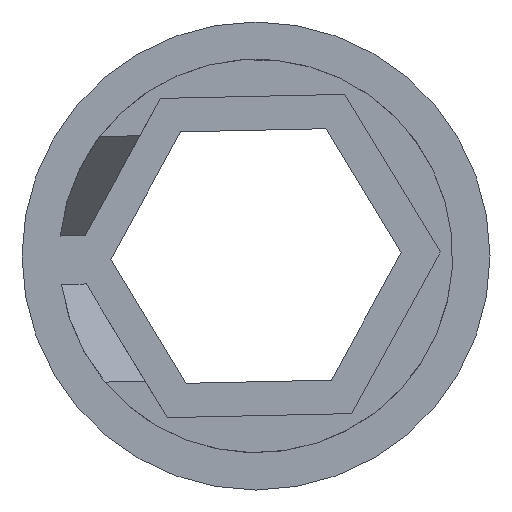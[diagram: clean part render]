
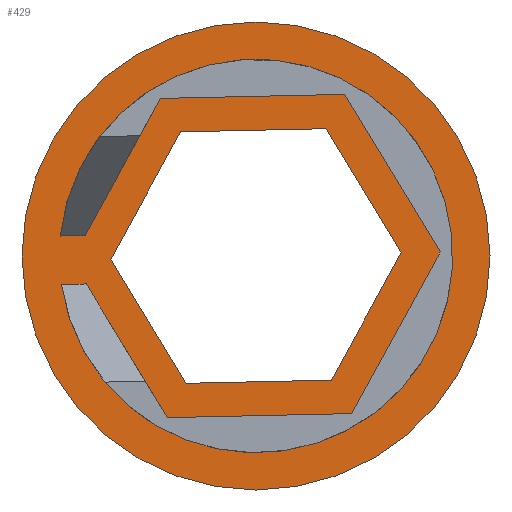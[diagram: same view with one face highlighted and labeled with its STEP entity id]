
A CAD part, left-side view. The second image highlights one B-rep face of the part: STEP entity #429.
In plain terms, the highlighted planar face has unit normal (-1, 0, 0).
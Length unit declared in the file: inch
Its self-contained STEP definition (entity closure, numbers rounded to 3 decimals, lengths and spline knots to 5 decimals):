
#16=FACE_BOUND('',#175,.T.);
#17=FACE_BOUND('',#176,.T.);
#27=PLANE('',#475);
#46=LINE('',#641,#95);
#50=LINE('',#648,#99);
#55=LINE('',#662,#104);
#59=LINE('',#669,#108);
#66=LINE('',#686,#115);
#67=LINE('',#688,#116);
#68=LINE('',#690,#117);
#69=LINE('',#692,#118);
#70=LINE('',#694,#119);
#71=LINE('',#695,#120);
#72=LINE('',#698,#121);
#73=LINE('',#700,#122);
#74=LINE('',#702,#123);
#75=LINE('',#703,#124);
#95=VECTOR('',#524,0.3937);
#99=VECTOR('',#530,0.3937);
#104=VECTOR('',#541,0.3937);
#108=VECTOR('',#547,0.3937);
#115=VECTOR('',#558,0.3937);
#116=VECTOR('',#559,0.3937);
#117=VECTOR('',#560,0.3937);
#118=VECTOR('',#561,0.3937);
#119=VECTOR('',#562,0.3937);
#120=VECTOR('',#563,0.3937);
#121=VECTOR('',#566,0.3937);
#122=VECTOR('',#567,0.3937);
#123=VECTOR('',#568,0.3937);
#124=VECTOR('',#569,0.3937);
#150=FACE_OUTER_BOUND('',#174,.T.);
#174=EDGE_LOOP('',(#347));
#175=EDGE_LOOP('',(#348,#349,#350,#351,#352,#353));
#176=EDGE_LOOP('',(#354,#355,#356,#357,#358,#359,#360,#361,#362));
#194=CIRCLE('',#463,0.475);
#196=CIRCLE('',#476,0.3992);
#202=VERTEX_POINT('',#621);
#208=VERTEX_POINT('',#638);
#209=VERTEX_POINT('',#640);
#211=VERTEX_POINT('',#646);
#216=VERTEX_POINT('',#659);
#217=VERTEX_POINT('',#661);
#219=VERTEX_POINT('',#667);
#226=VERTEX_POINT('',#684);
#227=VERTEX_POINT('',#685);
#228=VERTEX_POINT('',#687);
#229=VERTEX_POINT('',#689);
#230=VERTEX_POINT('',#691);
#231=VERTEX_POINT('',#693);
#232=VERTEX_POINT('',#697);
#233=VERTEX_POINT('',#699);
#234=VERTEX_POINT('',#701);
#244=EDGE_CURVE('',#202,#202,#194,.T.);
#252=EDGE_CURVE('',#209,#208,#46,.T.);
#256=EDGE_CURVE('',#208,#211,#50,.T.);
#262=EDGE_CURVE('',#217,#216,#55,.T.);
#266=EDGE_CURVE('',#216,#219,#59,.T.);
#273=EDGE_CURVE('',#226,#227,#66,.T.);
#274=EDGE_CURVE('',#227,#228,#67,.T.);
#275=EDGE_CURVE('',#228,#229,#68,.T.);
#276=EDGE_CURVE('',#229,#230,#69,.T.);
#277=EDGE_CURVE('',#230,#231,#70,.T.);
#278=EDGE_CURVE('',#231,#226,#71,.T.);
#279=EDGE_CURVE('',#219,#209,#196,.T.);
#280=EDGE_CURVE('',#211,#232,#72,.T.);
#281=EDGE_CURVE('',#232,#233,#73,.T.);
#282=EDGE_CURVE('',#233,#234,#74,.T.);
#283=EDGE_CURVE('',#234,#217,#75,.T.);
#347=ORIENTED_EDGE('',*,*,#244,.T.);
#348=ORIENTED_EDGE('',*,*,#273,.T.);
#349=ORIENTED_EDGE('',*,*,#274,.T.);
#350=ORIENTED_EDGE('',*,*,#275,.T.);
#351=ORIENTED_EDGE('',*,*,#276,.T.);
#352=ORIENTED_EDGE('',*,*,#277,.T.);
#353=ORIENTED_EDGE('',*,*,#278,.T.);
#354=ORIENTED_EDGE('',*,*,#266,.T.);
#355=ORIENTED_EDGE('',*,*,#279,.T.);
#356=ORIENTED_EDGE('',*,*,#252,.T.);
#357=ORIENTED_EDGE('',*,*,#256,.T.);
#358=ORIENTED_EDGE('',*,*,#280,.T.);
#359=ORIENTED_EDGE('',*,*,#281,.T.);
#360=ORIENTED_EDGE('',*,*,#282,.T.);
#361=ORIENTED_EDGE('',*,*,#283,.T.);
#362=ORIENTED_EDGE('',*,*,#262,.T.);
#429=ADVANCED_FACE('',(#150,#16,#17),#27,.F.);
#463=AXIS2_PLACEMENT_3D('',#623,#507,#508);
#475=AXIS2_PLACEMENT_3D('',#683,#556,#557);
#476=AXIS2_PLACEMENT_3D('',#696,#564,#565);
#507=DIRECTION('center_axis',(-1.,0.,0.));
#508=DIRECTION('ref_axis',(0.,1.,0.));
#524=DIRECTION('',(0.,-1.,0.022));
#530=DIRECTION('',(0.,-0.519,-0.855));
#541=DIRECTION('',(0.,0.481,-0.877));
#547=DIRECTION('',(0.,1.,-0.022));
#556=DIRECTION('center_axis',(1.,0.,0.));
#557=DIRECTION('ref_axis',(0.,0.,-1.));
#558=DIRECTION('',(0.,1.,-0.022));
#559=DIRECTION('',(0.,0.519,0.855));
#560=DIRECTION('',(0.,-0.481,0.877));
#561=DIRECTION('',(0.,-1.,0.022));
#562=DIRECTION('',(0.,-0.519,-0.855));
#563=DIRECTION('',(0.,0.481,-0.877));
#564=DIRECTION('center_axis',(1.,0.,0.));
#565=DIRECTION('ref_axis',(0.,1.,0.));
#566=DIRECTION('',(0.,-1.,0.022));
#567=DIRECTION('',(0.,-0.481,0.877));
#568=DIRECTION('',(0.,0.519,0.855));
#569=DIRECTION('',(0.,1.,-0.022));
#621=CARTESIAN_POINT('',(0.325,-0.475,-4.781));
#623=CARTESIAN_POINT('Origin',(0.325,0.,-4.781));
#638=CARTESIAN_POINT('',(0.325,0.34464,-4.83771));
#640=CARTESIAN_POINT('',(0.325,0.395,-4.83881));
#641=CARTESIAN_POINT('',(0.325,-0.00107,-4.8302));
#646=CARTESIAN_POINT('',(0.325,0.18002,-5.10906));
#648=CARTESIAN_POINT('',(0.325,0.18002,-5.10906));
#659=CARTESIAN_POINT('',(0.325,0.34678,-4.73931));
#661=CARTESIAN_POINT('',(0.325,0.1941,-4.46107));
#662=CARTESIAN_POINT('',(0.325,0.37411,-4.78913));
#667=CARTESIAN_POINT('',(0.325,0.39713,-4.7404));
#669=CARTESIAN_POINT('',(0.325,0.40018,-4.74047));
#683=CARTESIAN_POINT('Origin',(0.325,0.,-4.781));
#684=CARTESIAN_POINT('',(0.325,-0.15288,-5.03299));
#685=CARTESIAN_POINT('',(0.325,0.14179,-5.03939));
#686=CARTESIAN_POINT('',(0.325,0.06668,-5.03776));
#687=CARTESIAN_POINT('',(0.325,0.29467,-4.7874));
#688=CARTESIAN_POINT('',(0.325,0.2557,-4.85163));
#689=CARTESIAN_POINT('',(0.325,0.15288,-4.52901));
#690=CARTESIAN_POINT('',(0.325,0.18902,-4.59487));
#691=CARTESIAN_POINT('',(0.325,-0.14179,-4.52261));
#692=CARTESIAN_POINT('',(0.325,-0.06668,-4.52424));
#693=CARTESIAN_POINT('',(0.325,-0.29467,-4.7746));
#694=CARTESIAN_POINT('',(0.325,-0.2557,-4.71037));
#695=CARTESIAN_POINT('',(0.325,-0.18902,-4.96713));
#696=CARTESIAN_POINT('Origin',(0.325,0.,-4.781));
#697=CARTESIAN_POINT('',(0.325,-0.1941,-5.10093));
#698=CARTESIAN_POINT('',(0.325,-0.1941,-5.10093));
#699=CARTESIAN_POINT('',(0.325,-0.37411,-4.77287));
#700=CARTESIAN_POINT('',(0.325,-0.37411,-4.77287));
#701=CARTESIAN_POINT('',(0.325,-0.18002,-4.45294));
#702=CARTESIAN_POINT('',(0.325,-0.18002,-4.45294));
#703=CARTESIAN_POINT('',(0.325,0.1941,-4.46107));
